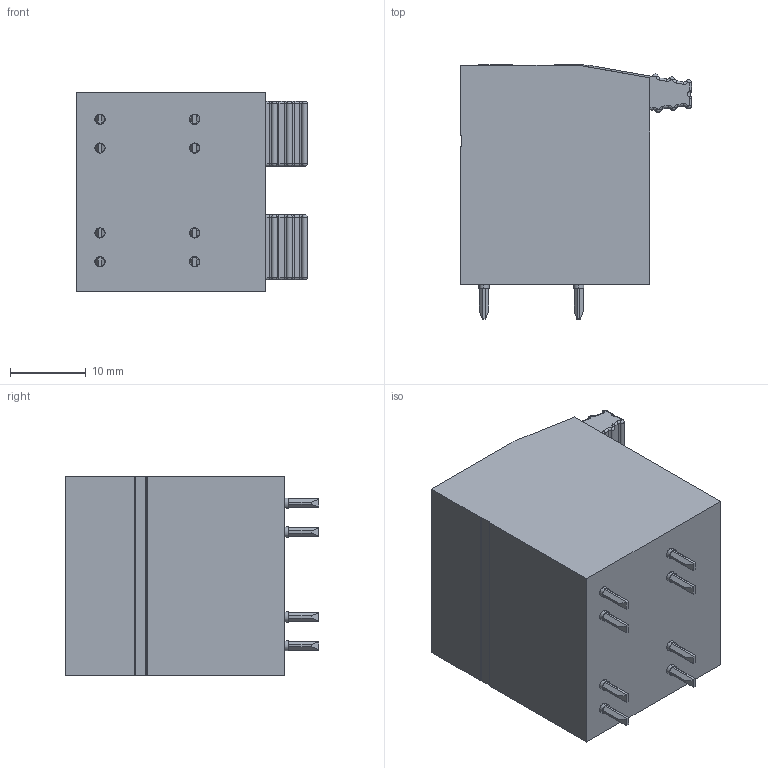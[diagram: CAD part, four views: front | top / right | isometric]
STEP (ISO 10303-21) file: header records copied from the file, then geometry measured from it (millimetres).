
FILE_DESCRIPTION(('SolidDesigner STEP Export'),'2;1');
FILE_NAME('plh_16-2-15.stp','2013-09-13T11:49:40',(''),(''),'Creo Elements/Direct Modeling STEP processor for AP214 (Solid Model)','Creo Elements/Direct Modeling 18.1B 29-Sep-2012 (C) Parametric Technology GmbH','');
FILE_SCHEMA(('AUTOMOTIVE_DESIGN { 1 0 10303 214 1 1 1 1 }'));
Length unit declared in the file: millimetre
Products named in the file (2): plh_16-2-15
Assembly tree (1 placements, depth 2):
  plh_16-2-15
    plh_16-2-15
Bounding box: 30.5 x 33.5 x 26.4 mm (x, y, z)
Volume: 18024.9 mm3; surface area: 5292.1 mm2
Topology: 1 solids, 1 shells, 380 faces, 965 edges, 609 vertices
Faces by surface type: plane 181, cylinder 119, torus 76, extrusion 4
Entity records: 14996 total; most frequent: CARTESIAN_POINT 2601, DIRECTION 2004, ORIENTED_EDGE 1930, EDGE_CURVE 965, AXIS2_PLACEMENT_3D 711, VERTEX_POINT 609, VECTOR 582, LINE 578
